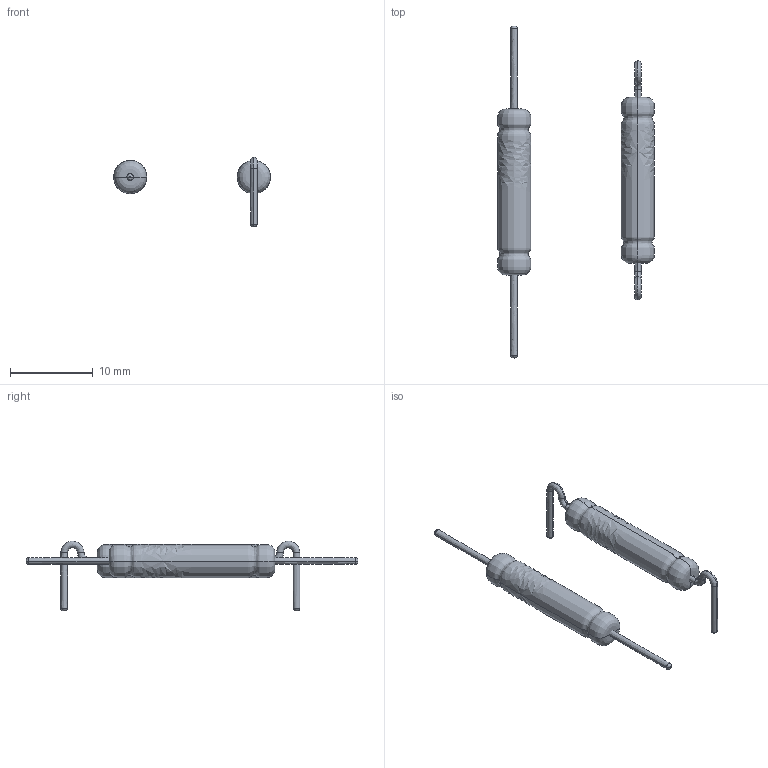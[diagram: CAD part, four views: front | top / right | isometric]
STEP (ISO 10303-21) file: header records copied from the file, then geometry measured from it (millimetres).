
FILE_DESCRIPTION(/* description */ (''),/* implementation_level */ '2;1');
FILE_NAME(/* name */ 'REEDSW~1',/* time_stamp */ '2014-04-11T08:57:37+02:00',/* author */ (''),/* organization */ (''),/* preprocessor_version */ 'ST-DEVELOPER v14',/* originating_system */ '',/* authorisation */ '');
FILE_SCHEMA (('CONFIG_CONTROL_DESIGN'));
Length unit declared in the file: millimetre
Products named in the file (1): Document
Bounding box: 18.9 x 40 x 8.4 mm (x, y, z)
Volume: 746.5 mm3; surface area: 1028.4 mm2
Topology: 10 solids, 10 shells, 68 faces, 148 edges, 84 vertices
Faces by surface type: bspline 60, plane 8
Entity records: 8343 total; most frequent: CARTESIAN_POINT 7425, ORIENTED_EDGE 264, EDGE_CURVE 132, VERTEX_POINT 84, B_SPLINE_CURVE_WITH_KNOTS 72, ADVANCED_FACE 68, FACE_OUTER_BOUND 68, EDGE_LOOP 68
